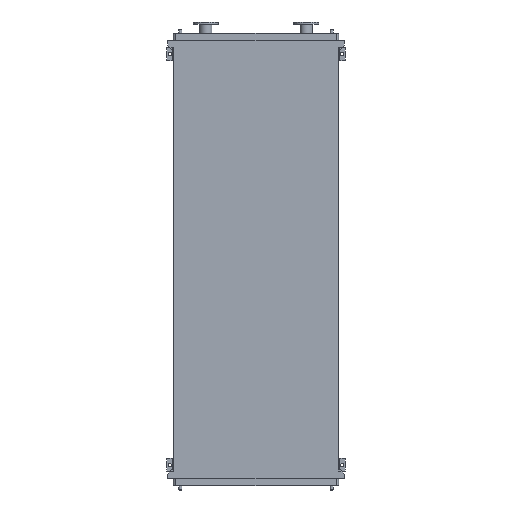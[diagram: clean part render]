
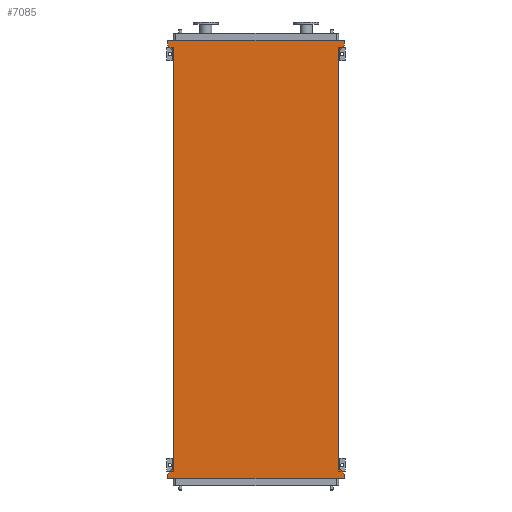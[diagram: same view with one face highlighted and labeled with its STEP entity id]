
A CAD part, front view. The second image highlights one B-rep face of the part: STEP entity #7085.
In plain terms, the highlighted planar face has unit normal (0, -1, 0).
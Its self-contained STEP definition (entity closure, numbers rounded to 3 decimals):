
#42 = EDGE_CURVE ( 'NONE', #18192, #2919, #1360, .T. ) ;
#221 = CARTESIAN_POINT ( 'NONE',  ( -771., 0., 53. ) ) ;
#656 = CARTESIAN_POINT ( 'NONE',  ( 771., 0., -3703. ) ) ;
#1360 = LINE ( 'NONE', #16341, #4897 ) ;
#1442 = PLANE ( 'NONE',  #17459 ) ;
#1490 = DIRECTION ( 'NONE',  ( -0.655, 0., -0.755 ) ) ;
#1545 = LINE ( 'NONE', #5816, #12988 ) ;
#1706 = DIRECTION ( 'NONE',  ( 0., 0., 1. ) ) ;
#1983 = EDGE_CURVE ( 'NONE', #18087, #4270, #6690, .T. ) ;
#2377 = ORIENTED_EDGE ( 'NONE', *, *, #11924, .F. ) ;
#2397 = CARTESIAN_POINT ( 'NONE',  ( 771., 0., -3745. ) ) ;
#2468 = CARTESIAN_POINT ( 'NONE',  ( -771., 0., 95. ) ) ;
#2635 = CARTESIAN_POINT ( 'NONE',  ( -771., 0., -3745. ) ) ;
#2764 = VECTOR ( 'NONE', #1706, 1000. ) ;
#2878 = DIRECTION ( 'NONE',  ( 1., 0., 0. ) ) ;
#2919 = VERTEX_POINT ( 'NONE', #6907 ) ;
#2960 = CARTESIAN_POINT ( 'NONE',  ( -725., 0., -3650. ) ) ;
#3065 = EDGE_LOOP ( 'NONE', ( #8425, #8899, #12856, #9371, #2377, #14253, #18698, #3306, #3793, #7734, #8216, #12640 ) ) ;
#3306 = ORIENTED_EDGE ( 'NONE', *, *, #6358, .F. ) ;
#3535 = VERTEX_POINT ( 'NONE', #656 ) ;
#3793 = ORIENTED_EDGE ( 'NONE', *, *, #13221, .F. ) ;
#3906 = VERTEX_POINT ( 'NONE', #10532 ) ;
#4200 = CARTESIAN_POINT ( 'NONE',  ( -725., 0., -3650. ) ) ;
#4270 = VERTEX_POINT ( 'NONE', #16111 ) ;
#4377 = VECTOR ( 'NONE', #4571, 1000. ) ;
#4472 = DIRECTION ( 'NONE',  ( 0., 0., -1. ) ) ;
#4571 = DIRECTION ( 'NONE',  ( -0.655, 0., 0.755 ) ) ;
#4897 = VECTOR ( 'NONE', #5940, 1000. ) ;
#5247 = VERTEX_POINT ( 'NONE', #10840 ) ;
#5329 = DIRECTION ( 'NONE',  ( 0., 0., 1. ) ) ;
#5816 = CARTESIAN_POINT ( 'NONE',  ( -771., 0., 95. ) ) ;
#5865 = VERTEX_POINT ( 'NONE', #14637 ) ;
#5940 = DIRECTION ( 'NONE',  ( 0., 0., 1. ) ) ;
#6176 = DIRECTION ( 'NONE',  ( 0.655, 0., -0.755 ) ) ;
#6264 = LINE ( 'NONE', #9742, #17682 ) ;
#6358 = EDGE_CURVE ( 'NONE', #3906, #18192, #13266, .T. ) ;
#6647 = EDGE_CURVE ( 'NONE', #3535, #13571, #9067, .T. ) ;
#6690 = LINE ( 'NONE', #14903, #18572 ) ;
#6907 = CARTESIAN_POINT ( 'NONE',  ( -725., 0., 0. ) ) ;
#7085 = ADVANCED_FACE ( 'NONE', ( #10440 ), #1442, .T. ) ;
#7650 = LINE ( 'NONE', #221, #2764 ) ;
#7734 = ORIENTED_EDGE ( 'NONE', *, *, #19095, .F. ) ;
#7736 = EDGE_CURVE ( 'NONE', #14188, #10313, #1545, .T. ) ;
#7831 = LINE ( 'NONE', #15074, #11779 ) ;
#8064 = VECTOR ( 'NONE', #12798, 1000. ) ;
#8216 = ORIENTED_EDGE ( 'NONE', *, *, #6647, .F. ) ;
#8311 = CARTESIAN_POINT ( 'NONE',  ( 771., 0., 95. ) ) ;
#8314 = LINE ( 'NONE', #2635, #15277 ) ;
#8425 = ORIENTED_EDGE ( 'NONE', *, *, #18059, .T. ) ;
#8471 = CARTESIAN_POINT ( 'NONE',  ( 771., 0., -3745. ) ) ;
#8862 = EDGE_CURVE ( 'NONE', #10313, #18087, #12010, .T. ) ;
#8899 = ORIENTED_EDGE ( 'NONE', *, *, #1983, .F. ) ;
#9067 = LINE ( 'NONE', #15434, #16509 ) ;
#9305 = VECTOR ( 'NONE', #11302, 1000. ) ;
#9371 = ORIENTED_EDGE ( 'NONE', *, *, #7736, .F. ) ;
#9742 = CARTESIAN_POINT ( 'NONE',  ( 725., 0., -3650. ) ) ;
#10313 = VERTEX_POINT ( 'NONE', #19176 ) ;
#10440 = FACE_OUTER_BOUND ( 'NONE', #3065, .T. ) ;
#10532 = CARTESIAN_POINT ( 'NONE',  ( -771., 0., -3703. ) ) ;
#10538 = CARTESIAN_POINT ( 'NONE',  ( -725., 0., 0. ) ) ;
#10840 = CARTESIAN_POINT ( 'NONE',  ( -771., 0., 53. ) ) ;
#11106 = VECTOR ( 'NONE', #12815, 1000. ) ;
#11302 = DIRECTION ( 'NONE',  ( 0.655, 0., 0.755 ) ) ;
#11349 = LINE ( 'NONE', #10538, #4377 ) ;
#11495 = CARTESIAN_POINT ( 'NONE',  ( 725., 0., -3650. ) ) ;
#11779 = VECTOR ( 'NONE', #6176, 1000. ) ;
#11924 = EDGE_CURVE ( 'NONE', #5247, #14188, #7650, .T. ) ;
#12010 = LINE ( 'NONE', #8311, #8064 ) ;
#12640 = ORIENTED_EDGE ( 'NONE', *, *, #14487, .F. ) ;
#12798 = DIRECTION ( 'NONE',  ( 0., 0., -1. ) ) ;
#12815 = DIRECTION ( 'NONE',  ( -1., 0., 0. ) ) ;
#12856 = ORIENTED_EDGE ( 'NONE', *, *, #8862, .F. ) ;
#12988 = VECTOR ( 'NONE', #2878, 1000. ) ;
#13221 = EDGE_CURVE ( 'NONE', #5865, #3906, #8314, .T. ) ;
#13266 = LINE ( 'NONE', #18739, #9305 ) ;
#13378 = DIRECTION ( 'NONE',  ( 0., -1., 0. ) ) ;
#13571 = VERTEX_POINT ( 'NONE', #8471 ) ;
#14188 = VERTEX_POINT ( 'NONE', #2468 ) ;
#14253 = ORIENTED_EDGE ( 'NONE', *, *, #18815, .F. ) ;
#14276 = CARTESIAN_POINT ( 'NONE',  ( 771., 0., 53. ) ) ;
#14487 = EDGE_CURVE ( 'NONE', #14704, #3535, #7831, .T. ) ;
#14541 = DIRECTION ( 'NONE',  ( 0., 0., 1. ) ) ;
#14637 = CARTESIAN_POINT ( 'NONE',  ( -771., 0., -3745. ) ) ;
#14704 = VERTEX_POINT ( 'NONE', #11495 ) ;
#14903 = CARTESIAN_POINT ( 'NONE',  ( 771., 0., 53. ) ) ;
#15074 = CARTESIAN_POINT ( 'NONE',  ( 725., 0., -3650. ) ) ;
#15277 = VECTOR ( 'NONE', #14541, 1000. ) ;
#15434 = CARTESIAN_POINT ( 'NONE',  ( 771., 0., -3703. ) ) ;
#16111 = CARTESIAN_POINT ( 'NONE',  ( 725., 0., 0. ) ) ;
#16341 = CARTESIAN_POINT ( 'NONE',  ( -725., 0., -3650. ) ) ;
#16509 = VECTOR ( 'NONE', #18467, 1000. ) ;
#17459 = AXIS2_PLACEMENT_3D ( 'NONE', #2960, #13378, #4472 ) ;
#17682 = VECTOR ( 'NONE', #5329, 1000. ) ;
#18059 = EDGE_CURVE ( 'NONE', #14704, #4270, #6264, .T. ) ;
#18087 = VERTEX_POINT ( 'NONE', #14276 ) ;
#18192 = VERTEX_POINT ( 'NONE', #4200 ) ;
#18467 = DIRECTION ( 'NONE',  ( 0., 0., -1. ) ) ;
#18572 = VECTOR ( 'NONE', #1490, 1000. ) ;
#18587 = LINE ( 'NONE', #2397, #11106 ) ;
#18698 = ORIENTED_EDGE ( 'NONE', *, *, #42, .F. ) ;
#18739 = CARTESIAN_POINT ( 'NONE',  ( -771., 0., -3703. ) ) ;
#18815 = EDGE_CURVE ( 'NONE', #2919, #5247, #11349, .T. ) ;
#19095 = EDGE_CURVE ( 'NONE', #13571, #5865, #18587, .T. ) ;
#19176 = CARTESIAN_POINT ( 'NONE',  ( 771., 0., 95. ) ) ;
